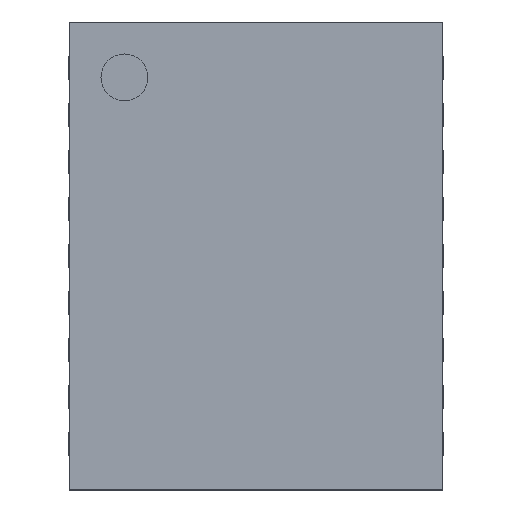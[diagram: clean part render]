
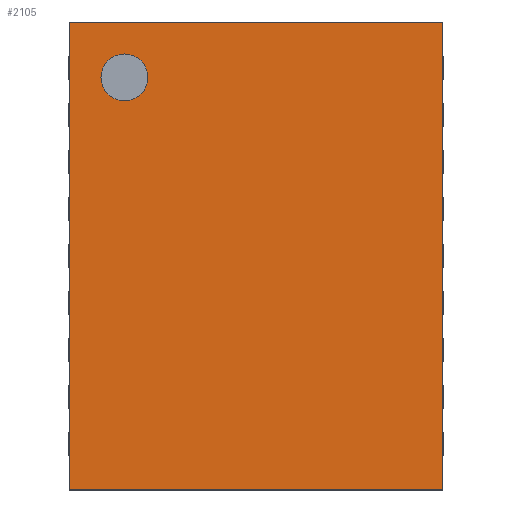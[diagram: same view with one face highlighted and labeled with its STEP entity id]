
A CAD part, top view. The second image highlights one B-rep face of the part: STEP entity #2105.
In plain terms, the highlighted planar face has unit normal (0, 0, 1).
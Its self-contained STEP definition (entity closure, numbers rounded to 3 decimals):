
#13=DIRECTION('',(0.,0.,1.));
#153=VECTOR('',#154,1.);
#154=DIRECTION('',(0.,-1.,0.));
#160=VECTOR('',#161,1.);
#161=DIRECTION('',(1.,0.,0.));
#182=DIRECTION('',(0.,0.,-1.));
#612=VERTEX_POINT('',#613);
#613=CARTESIAN_POINT('',(1.99,2.49,0.77));
#616=EDGE_CURVE('',#612,#617,#619,.T.);
#617=VERTEX_POINT('',#618);
#618=CARTESIAN_POINT('',(1.99,-2.49,0.77));
#619=LINE('',#613,#153);
#770=VERTEX_POINT('',#771);
#771=CARTESIAN_POINT('',(-1.99,2.49,0.77));
#774=ORIENTED_EDGE('',*,*,#775,.F.);
#775=EDGE_CURVE('',#770,#612,#776,.T.);
#776=LINE('',#771,#160);
#808=ORIENTED_EDGE('',*,*,#809,.T.);
#809=EDGE_CURVE('',#770,#810,#812,.T.);
#810=VERTEX_POINT('',#811);
#811=CARTESIAN_POINT('',(-1.99,-2.49,0.77));
#812=LINE('',#771,#153);
#2025=EDGE_CURVE('',#810,#617,#2026,.T.);
#2026=LINE('',#811,#160);
#2105=ADVANCED_FACE('',(#2106,#2110),#2119,.T.);
#2106=FACE_BOUND('',#2107,.T.);
#2107=EDGE_LOOP('',(#774,#808,#2108,#2109));
#2108=ORIENTED_EDGE('',*,*,#2025,.T.);
#2109=ORIENTED_EDGE('',*,*,#616,.F.);
#2110=FACE_BOUND('',#2111,.T.);
#2111=EDGE_LOOP('',(#2112));
#2112=ORIENTED_EDGE('',*,*,#2113,.T.);
#2113=EDGE_CURVE('',#2114,#2114,#2116,.T.);
#2114=VERTEX_POINT('',#2115);
#2115=CARTESIAN_POINT('',(-1.4,1.65,0.77));
#2116=CIRCLE('',#2117,0.25);
#2117=AXIS2_PLACEMENT_3D('',#2118,#182,#154);
#2118=CARTESIAN_POINT('',(-1.4,1.9,0.77));
#2119=PLANE('',#2120);
#2120=AXIS2_PLACEMENT_3D('',#771,#13,#154);
